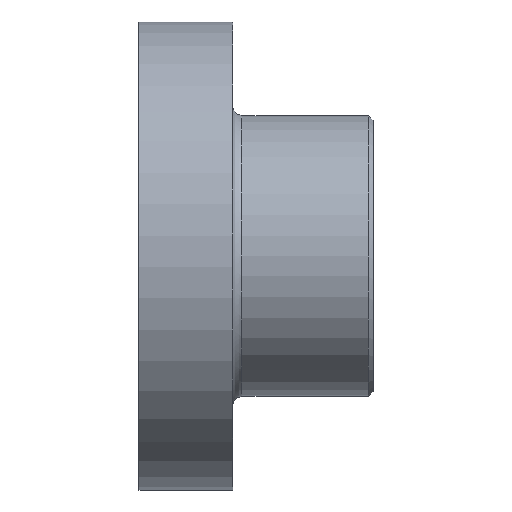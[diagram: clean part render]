
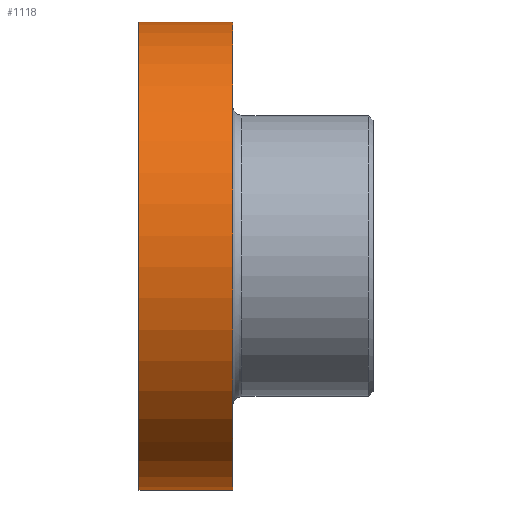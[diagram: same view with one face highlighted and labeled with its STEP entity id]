
A CAD part, front view. The second image highlights one B-rep face of the part: STEP entity #1118.
In plain terms, the highlighted free-form (B-spline) face has degree [2, 1] with [5, 2] control points.
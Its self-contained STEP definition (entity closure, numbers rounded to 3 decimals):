
#981 = VERTEX_POINT('',#982);
#982 = CARTESIAN_POINT('',(23.625,0.,59.062));
#983 = VERTEX_POINT('',#984);
#984 = CARTESIAN_POINT('',(23.625,0.,
    -59.062));
#992 = EDGE_CURVE('',#983,#993,#995,.T.);
#993 = VERTEX_POINT('',#994);
#994 = CARTESIAN_POINT('',(0.,0.,
    -59.062));
#995 = B_SPLINE_CURVE_WITH_KNOTS('',1,(#996,#997),.UNSPECIFIED.,.F.,.F.,
  (2,2),(-20.,0.),.PIECEWISE_BEZIER_KNOTS.);
#996 = CARTESIAN_POINT('',(23.625,0.,
    -59.062));
#997 = CARTESIAN_POINT('',(0.,0.,
    -59.062));
#1000 = VERTEX_POINT('',#1001);
#1001 = CARTESIAN_POINT('',(0.,0.,59.062));
#1009 = EDGE_CURVE('',#981,#1000,#1010,.T.);
#1010 = B_SPLINE_CURVE_WITH_KNOTS('',1,(#1011,#1012),.UNSPECIFIED.,.F.,
  .F.,(2,2),(-20.,0.),.PIECEWISE_BEZIER_KNOTS.);
#1011 = CARTESIAN_POINT('',(23.625,0.,59.062));
#1012 = CARTESIAN_POINT('',(0.,0.,59.062));
#1106 = EDGE_CURVE('',#993,#1000,#1107,.T.);
#1107 = ( BOUNDED_CURVE() B_SPLINE_CURVE(2,(#1108,#1109,#1110,#1111,
#1112),.UNSPECIFIED.,.F.,.F.) B_SPLINE_CURVE_WITH_KNOTS((3,2,3),(
    3.142,4.712,6.283),
.PIECEWISE_BEZIER_KNOTS.) CURVE() GEOMETRIC_REPRESENTATION_ITEM() 
RATIONAL_B_SPLINE_CURVE((1.,0.707,1.,0.707,1.)) 
REPRESENTATION_ITEM('') );
#1108 = CARTESIAN_POINT('',(0.,0.,
    -59.062));
#1109 = CARTESIAN_POINT('',(0.,-59.062,
    -59.062));
#1110 = CARTESIAN_POINT('',(0.,-59.062,
    0.));
#1111 = CARTESIAN_POINT('',(0.,-59.062,
    59.062));
#1112 = CARTESIAN_POINT('',(0.,0.,
    59.062));
#1118 = ADVANCED_FACE('',(#1119),#1132,.T.);
#1119 = FACE_BOUND('',#1120,.T.);
#1120 = EDGE_LOOP('',(#1121,#1122,#1130,#1131));
#1121 = ORIENTED_EDGE('',*,*,#992,.F.);
#1122 = ORIENTED_EDGE('',*,*,#1123,.T.);
#1123 = EDGE_CURVE('',#983,#981,#1124,.T.);
#1124 = ( BOUNDED_CURVE() B_SPLINE_CURVE(2,(#1125,#1126,#1127,#1128,
#1129),.UNSPECIFIED.,.F.,.F.) B_SPLINE_CURVE_WITH_KNOTS((3,2,3),(
    3.142,4.712,6.283),
.PIECEWISE_BEZIER_KNOTS.) CURVE() GEOMETRIC_REPRESENTATION_ITEM() 
RATIONAL_B_SPLINE_CURVE((1.,0.707,1.,0.707,1.)) 
REPRESENTATION_ITEM('') );
#1125 = CARTESIAN_POINT('',(23.625,0.,
    -59.062));
#1126 = CARTESIAN_POINT('',(23.625,-59.062,
    -59.062));
#1127 = CARTESIAN_POINT('',(23.625,-59.062,
    0.));
#1128 = CARTESIAN_POINT('',(23.625,-59.062,
    59.062));
#1129 = CARTESIAN_POINT('',(23.625,0.,
    59.062));
#1130 = ORIENTED_EDGE('',*,*,#1009,.T.);
#1131 = ORIENTED_EDGE('',*,*,#1106,.F.);
#1132 = ( BOUNDED_SURFACE() B_SPLINE_SURFACE(2,1,(
    (#1133,#1134)
    ,(#1135,#1136)
    ,(#1137,#1138)
    ,(#1139,#1140)
    ,(#1141,#1142
)),.UNSPECIFIED.,.F.,.F.,.F.) B_SPLINE_SURFACE_WITH_KNOTS((3,2,3),(2,2),
  (3.142,4.712,6.283),(-20.,0.
),.PIECEWISE_BEZIER_KNOTS.) GEOMETRIC_REPRESENTATION_ITEM() 
RATIONAL_B_SPLINE_SURFACE((
    (1.,1.)
    ,(0.707,0.707)
    ,(1.,1.)
    ,(0.707,0.707)
,(1.,1.))) REPRESENTATION_ITEM('') SURFACE() );
#1133 = CARTESIAN_POINT('',(23.625,0.,
    -59.062));
#1134 = CARTESIAN_POINT('',(0.,0.,
    -59.062));
#1135 = CARTESIAN_POINT('',(23.625,-59.062,
    -59.062));
#1136 = CARTESIAN_POINT('',(0.,-59.062,
    -59.062));
#1137 = CARTESIAN_POINT('',(23.625,-59.062,
    0.));
#1138 = CARTESIAN_POINT('',(0.,-59.062,
    0.));
#1139 = CARTESIAN_POINT('',(23.625,-59.062,
    59.062));
#1140 = CARTESIAN_POINT('',(0.,-59.062,
    59.062));
#1141 = CARTESIAN_POINT('',(23.625,0.,
    59.062));
#1142 = CARTESIAN_POINT('',(0.,0.,
    59.062));
